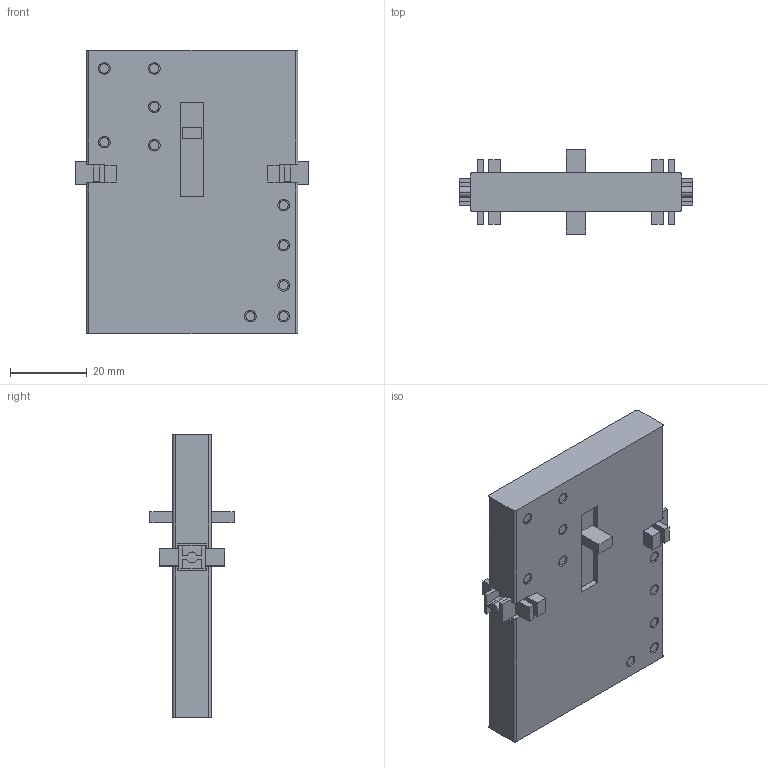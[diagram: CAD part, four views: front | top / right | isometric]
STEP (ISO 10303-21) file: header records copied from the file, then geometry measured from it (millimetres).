
FILE_DESCRIPTION(('no description'),'unknown implementation level');
FILE_NAME('3RA2934-2B_v.stp',' ',('SIEMENS A&D'),('CADClick - KiM GmbH - www.kimweb.de'),'unknown preprocess','ACIS','unknown authorization');
FILE_SCHEMA(('automotive_design'));
Length unit declared in the file: millimetre
Products named in the file (1): 1
Bounding box: 60.8 x 21.9 x 73.7 mm (x, y, z)
Volume: 40252 mm3; surface area: 12456.1 mm2
Topology: 1 solids, 1 shells, 257 faces, 612 edges, 408 vertices
Faces by surface type: plane 160, cylinder 97
Entity records: 14640 total; most frequent: DIRECTION 1322, STYLED_ITEM 1278, PRESENTATION_STYLE_ASSIGNMENT 1278, CARTESIAN_POINT 1278, COLOUR_RGB 1278, ORIENTED_EDGE 1224, EDGE_CURVE 612, CURVE_STYLE 612
